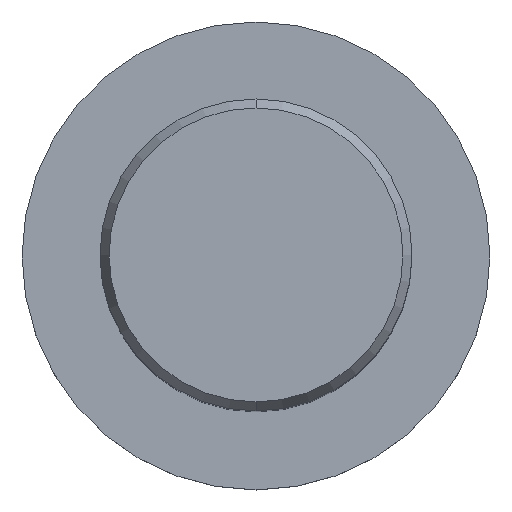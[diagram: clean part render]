
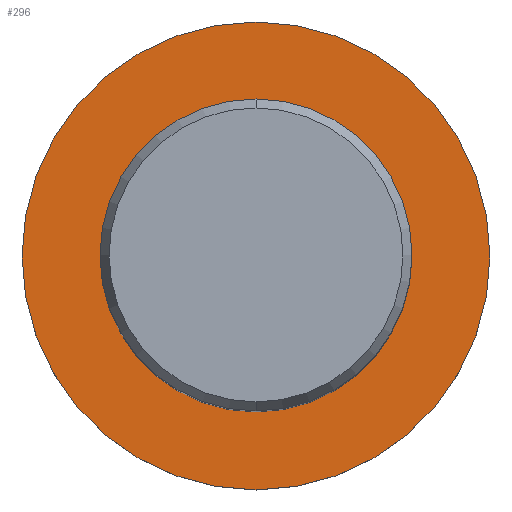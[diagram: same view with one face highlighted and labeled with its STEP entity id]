
A CAD part, top view. The second image highlights one B-rep face of the part: STEP entity #296.
In plain terms, the highlighted planar face has unit normal (0, 0, 1).
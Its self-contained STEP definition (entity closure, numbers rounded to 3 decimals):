
#196=EDGE_CURVE('',#316,#210,#529,.T.);
#210=VERTEX_POINT('',#545);
#226=EDGE_CURVE('',#210,#316,#563,.T.);
#272=EDGE_CURVE('',#302,#498,#614,.T.);
#296=ADVANCED_FACE('',(#638,#639),#640,.T.);
#302=VERTEX_POINT('',#647);
#316=VERTEX_POINT('',#662);
#494=EDGE_CURVE('',#498,#302,#856,.T.);
#498=VERTEX_POINT('',#861);
#529=CIRCLE('',#887,16.0);
#545=CARTESIAN_POINT('',(0.,-16.0,-60.0));
#563=CIRCLE('',#979,16.0);
#614=CIRCLE('',#1053,24.0);
#638=FACE_BOUND('',#1087,.T.);
#639=FACE_OUTER_BOUND('',#1088,.T.);
#640=PLANE('',#1089);
#647=CARTESIAN_POINT('',(0.0,24.0,-60.0));
#662=CARTESIAN_POINT('',(0.0,16.0,-60.0));
#856=CIRCLE('',#1589,24.0);
#861=CARTESIAN_POINT('',(0.,-24.0,-60.0));
#887=AXIS2_PLACEMENT_3D('',#1605,#1606,#1607);
#979=AXIS2_PLACEMENT_3D('',#1661,#1662,#1663);
#1053=AXIS2_PLACEMENT_3D('',#1725,#1726,#1727);
#1087=EDGE_LOOP('',(#1739,#1740));
#1088=EDGE_LOOP('',(#1741,#1742));
#1089=AXIS2_PLACEMENT_3D('',#1743,#1744,#1745);
#1589=AXIS2_PLACEMENT_3D('',#1983,#1984,#1985);
#1605=CARTESIAN_POINT('',(0.0,0.0,-60.0));
#1606=DIRECTION('',(-0.0,0.0,-1.0));
#1607=DIRECTION('',(0.0,1.0,0.0));
#1661=CARTESIAN_POINT('',(0.0,0.0,-60.0));
#1662=DIRECTION('',(-0.0,0.0,-1.0));
#1663=DIRECTION('',(0.0,1.0,0.0));
#1725=CARTESIAN_POINT('',(0.0,0.0,-60.0));
#1726=DIRECTION('',(0.0,0.0,-1.0));
#1727=DIRECTION('',(0.0,1.0,0.0));
#1739=ORIENTED_EDGE('',*,*,#196,.T.);
#1740=ORIENTED_EDGE('',*,*,#226,.T.);
#1741=ORIENTED_EDGE('',*,*,#272,.F.);
#1742=ORIENTED_EDGE('',*,*,#494,.F.);
#1743=CARTESIAN_POINT('',(0.0,12.0,-60.0));
#1744=DIRECTION('',(-0.0,0.0,1.0));
#1745=DIRECTION('',(0.0,-1.0,0.0));
#1983=CARTESIAN_POINT('',(0.0,0.0,-60.0));
#1984=DIRECTION('',(0.0,0.0,-1.0));
#1985=DIRECTION('',(0.0,1.0,0.0));
